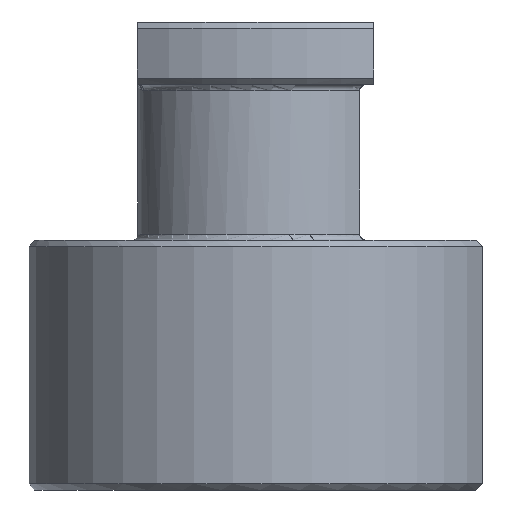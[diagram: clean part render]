
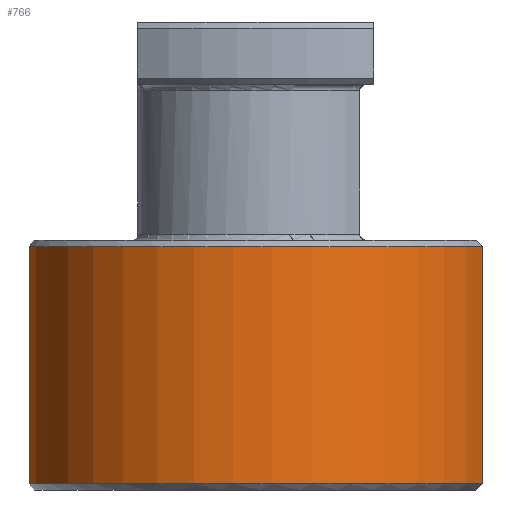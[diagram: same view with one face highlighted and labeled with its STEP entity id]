
A CAD part, left-side view. The second image highlights one B-rep face of the part: STEP entity #766.
In plain terms, the highlighted cylindrical face has radius 7.5 mm (diameter 15 mm), a partial arc.
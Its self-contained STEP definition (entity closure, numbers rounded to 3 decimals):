
#26=FACE_BOUND('',#175,.T.);
#44=CYLINDRICAL_SURFACE('',#836,7.5);
#52=B_SPLINE_CURVE_WITH_KNOTS('',3,(#1239,#1240,#1241,#1242,#1243,#1244,
#1245,#1246,#1247,#1248,#1249,#1250,#1251,#1252,#1253,#1254,#1255,#1256),
 .UNSPECIFIED.,.F.,.F.,(4,2,2,2,2,2,2,2,4),(0.373,0.467,
0.56,0.653,0.747,0.84,
0.934,1.027,1.12),.UNSPECIFIED.);
#53=B_SPLINE_CURVE_WITH_KNOTS('',3,(#1257,#1258,#1259,#1260,#1261,#1262,
#1263,#1264,#1265,#1266,#1267,#1268,#1269,#1270,#1271,#1272,#1273,#1274,
#1275),.UNSPECIFIED.,.F.,.F.,(4,2,2,2,3,2,2,2,4),(1.12,1.214,
1.307,1.4,1.494,1.587,1.681,
1.774,1.867),.UNSPECIFIED.);
#79=CIRCLE('',#823,7.5);
#80=CIRCLE('',#826,7.5);
#129=FACE_OUTER_BOUND('',#174,.T.);
#174=EDGE_LOOP('',(#665,#666,#667,#668));
#175=EDGE_LOOP('',(#669,#670));
#217=LINE('',#1389,#269);
#223=LINE('',#1410,#275);
#269=VECTOR('',#972,7.6);
#275=VECTOR('',#988,7.6);
#341=VERTEX_POINT('',#1237);
#342=VERTEX_POINT('',#1238);
#361=VERTEX_POINT('',#1378);
#362=VERTEX_POINT('',#1382);
#363=VERTEX_POINT('',#1388);
#365=VERTEX_POINT('',#1397);
#423=EDGE_CURVE('',#341,#342,#52,.T.);
#424=EDGE_CURVE('',#342,#341,#53,.T.);
#454=EDGE_CURVE('',#361,#362,#79,.T.);
#456=EDGE_CURVE('',#363,#362,#217,.T.);
#460=EDGE_CURVE('',#363,#365,#80,.T.);
#466=EDGE_CURVE('',#361,#365,#223,.T.);
#665=ORIENTED_EDGE('',*,*,#454,.F.);
#666=ORIENTED_EDGE('',*,*,#466,.T.);
#667=ORIENTED_EDGE('',*,*,#460,.F.);
#668=ORIENTED_EDGE('',*,*,#456,.T.);
#669=ORIENTED_EDGE('',*,*,#423,.T.);
#670=ORIENTED_EDGE('',*,*,#424,.T.);
#766=ADVANCED_FACE('',(#129,#26),#44,.T.);
#823=AXIS2_PLACEMENT_3D('',#1383,#968,#969);
#826=AXIS2_PLACEMENT_3D('',#1398,#977,#978);
#836=AXIS2_PLACEMENT_3D('',#1426,#1007,#1008);
#968=DIRECTION('center_axis',(0.,0.,-1.));
#969=DIRECTION('ref_axis',(-1.,0.,0.));
#972=DIRECTION('',(0.,0.,-1.));
#977=DIRECTION('center_axis',(0.,0.,1.));
#978=DIRECTION('ref_axis',(-1.,0.,0.));
#988=DIRECTION('',(0.,0.,1.));
#1007=DIRECTION('center_axis',(0.,0.,1.));
#1008=DIRECTION('ref_axis',(-1.,0.,0.));
#1237=CARTESIAN_POINT('',(7.5,0.,6.459));
#1238=CARTESIAN_POINT('',(7.5,0.,1.542));
#1239=CARTESIAN_POINT('Ctrl Pts',(7.5,0.,6.459));
#1240=CARTESIAN_POINT('Ctrl Pts',(7.5,0.311,6.459));
#1241=CARTESIAN_POINT('Ctrl Pts',(7.479,0.641,6.396));
#1242=CARTESIAN_POINT('Ctrl Pts',(7.402,1.247,6.144));
#1243=CARTESIAN_POINT('Ctrl Pts',(7.347,1.521,5.955));
#1244=CARTESIAN_POINT('Ctrl Pts',(7.244,1.955,5.521));
#1245=CARTESIAN_POINT('Ctrl Pts',(7.188,2.144,5.246));
#1246=CARTESIAN_POINT('Ctrl Pts',(7.108,2.396,4.642));
#1247=CARTESIAN_POINT('Ctrl Pts',(7.086,2.459,4.311));
#1248=CARTESIAN_POINT('Ctrl Pts',(7.086,2.459,3.689));
#1249=CARTESIAN_POINT('Ctrl Pts',(7.108,2.396,3.358));
#1250=CARTESIAN_POINT('Ctrl Pts',(7.188,2.144,2.754));
#1251=CARTESIAN_POINT('Ctrl Pts',(7.244,1.955,2.479));
#1252=CARTESIAN_POINT('Ctrl Pts',(7.347,1.521,2.045));
#1253=CARTESIAN_POINT('Ctrl Pts',(7.402,1.247,1.856));
#1254=CARTESIAN_POINT('Ctrl Pts',(7.479,0.641,1.604));
#1255=CARTESIAN_POINT('Ctrl Pts',(7.5,0.311,1.542));
#1256=CARTESIAN_POINT('Ctrl Pts',(7.5,0.,1.542));
#1257=CARTESIAN_POINT('Ctrl Pts',(7.5,0.,1.542));
#1258=CARTESIAN_POINT('Ctrl Pts',(7.5,-0.311,1.542));
#1259=CARTESIAN_POINT('Ctrl Pts',(7.479,-0.641,1.604));
#1260=CARTESIAN_POINT('Ctrl Pts',(7.402,-1.247,1.856));
#1261=CARTESIAN_POINT('Ctrl Pts',(7.347,-1.521,2.045));
#1262=CARTESIAN_POINT('Ctrl Pts',(7.244,-1.955,2.479));
#1263=CARTESIAN_POINT('Ctrl Pts',(7.188,-2.144,2.754));
#1264=CARTESIAN_POINT('Ctrl Pts',(7.108,-2.396,3.358));
#1265=CARTESIAN_POINT('Ctrl Pts',(7.086,-2.459,3.689));
#1266=CARTESIAN_POINT('Ctrl Pts',(7.086,-2.459,4.));
#1267=CARTESIAN_POINT('Ctrl Pts',(7.086,-2.459,4.311));
#1268=CARTESIAN_POINT('Ctrl Pts',(7.108,-2.396,4.642));
#1269=CARTESIAN_POINT('Ctrl Pts',(7.188,-2.144,5.246));
#1270=CARTESIAN_POINT('Ctrl Pts',(7.244,-1.955,5.521));
#1271=CARTESIAN_POINT('Ctrl Pts',(7.347,-1.521,5.955));
#1272=CARTESIAN_POINT('Ctrl Pts',(7.402,-1.247,6.144));
#1273=CARTESIAN_POINT('Ctrl Pts',(7.479,-0.641,6.396));
#1274=CARTESIAN_POINT('Ctrl Pts',(7.5,-0.311,6.459));
#1275=CARTESIAN_POINT('Ctrl Pts',(7.5,0.,6.459));
#1378=CARTESIAN_POINT('',(-2.5,-7.071,0.2));
#1382=CARTESIAN_POINT('',(2.5,-7.071,0.2));
#1383=CARTESIAN_POINT('Origin',(0.,0.,0.2));
#1388=CARTESIAN_POINT('',(2.5,-7.071,7.8));
#1389=CARTESIAN_POINT('',(2.5,-7.071,0.));
#1397=CARTESIAN_POINT('',(-2.5,-7.071,7.8));
#1398=CARTESIAN_POINT('Origin',(0.,0.,7.8));
#1410=CARTESIAN_POINT('',(-2.5,-7.071,0.));
#1426=CARTESIAN_POINT('Origin',(0.,0.,0.));
